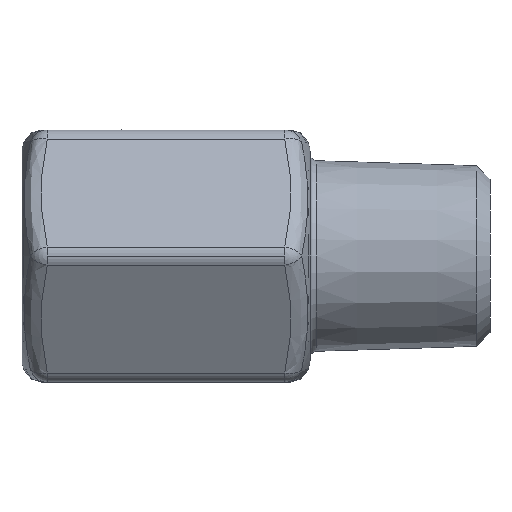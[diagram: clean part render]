
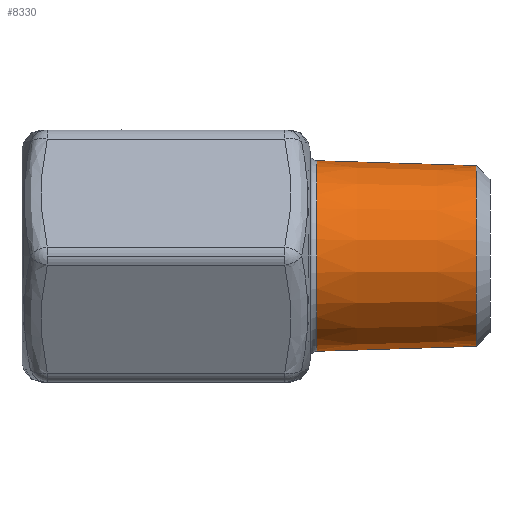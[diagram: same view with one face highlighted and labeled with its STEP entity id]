
A CAD part, front view. The second image highlights one B-rep face of the part: STEP entity #8330.
In plain terms, the highlighted conical face has half-angle 1.79 degrees and reference radius 5.016 mm.
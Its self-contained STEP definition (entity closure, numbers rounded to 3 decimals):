
#1052 = EDGE_CURVE ( 'NONE', #4999, #18580, #21914, .T. ) ;
#1215 = DIRECTION ( 'NONE',  ( -1., 0., 0. ) ) ;
#1435 = VECTOR ( 'NONE', #20879, 1000. ) ;
#2682 = CARTESIAN_POINT ( 'NONE',  ( 25.248, 0., 0. ) ) ;
#3055 = CARTESIAN_POINT ( 'NONE',  ( 16.388, 0., 0. ) ) ;
#4147 = AXIS2_PLACEMENT_3D ( 'NONE', #2682, #1215, #20714 ) ;
#4205 = ORIENTED_EDGE ( 'NONE', *, *, #1052, .T. ) ;
#4642 = CARTESIAN_POINT ( 'NONE',  ( 16.388, 0., -5.293 ) ) ;
#4999 = VERTEX_POINT ( 'NONE', #22600 ) ;
#5869 = DIRECTION ( 'NONE',  ( -1., 0., 0. ) ) ;
#6011 = CARTESIAN_POINT ( 'NONE',  ( 25.248, 0., 0. ) ) ;
#6064 = LINE ( 'NONE', #8456, #9615 ) ;
#7233 = VERTEX_POINT ( 'NONE', #21649 ) ;
#7657 = CARTESIAN_POINT ( 'NONE',  ( 25.248, 0., 5.016 ) ) ;
#8231 = ORIENTED_EDGE ( 'NONE', *, *, #11142, .T. ) ;
#8330 = ADVANCED_FACE ( 'NONE', ( #10469 ), #10738, .T. ) ;
#8373 = LINE ( 'NONE', #10139, #1435 ) ;
#8456 = CARTESIAN_POINT ( 'NONE',  ( 25.248, 0., 5.016 ) ) ;
#8982 = VERTEX_POINT ( 'NONE', #4642 ) ;
#9615 = VECTOR ( 'NONE', #20983, 1000. ) ;
#10139 = CARTESIAN_POINT ( 'NONE',  ( 25.248, 0., -5.016 ) ) ;
#10469 = FACE_OUTER_BOUND ( 'NONE', #11955, .T. ) ;
#10738 = CONICAL_SURFACE ( 'NONE', #4147, 5.016, 0.031 ) ;
#10854 = AXIS2_PLACEMENT_3D ( 'NONE', #6011, #5869, #18264 ) ;
#11142 = EDGE_CURVE ( 'NONE', #7233, #8982, #14757, .T. ) ;
#11955 = EDGE_LOOP ( 'NONE', ( #21339, #4205, #19528, #8231 ) ) ;
#12266 = EDGE_CURVE ( 'NONE', #4999, #8982, #8373, .T. ) ;
#14757 = CIRCLE ( 'NONE', #18954, 5.293 ) ;
#15392 = DIRECTION ( 'NONE',  ( 1., 0., 0. ) ) ;
#15471 = DIRECTION ( 'NONE',  ( 0., 0., 1. ) ) ;
#18264 = DIRECTION ( 'NONE',  ( 0., 0., 1. ) ) ;
#18580 = VERTEX_POINT ( 'NONE', #7657 ) ;
#18954 = AXIS2_PLACEMENT_3D ( 'NONE', #3055, #15392, #15471 ) ;
#19528 = ORIENTED_EDGE ( 'NONE', *, *, #22034, .T. ) ;
#20714 = DIRECTION ( 'NONE',  ( 0., 0., 1. ) ) ;
#20879 = DIRECTION ( 'NONE',  ( -1., 0., -0.031 ) ) ;
#20983 = DIRECTION ( 'NONE',  ( -1., 0., 0.031 ) ) ;
#21339 = ORIENTED_EDGE ( 'NONE', *, *, #12266, .F. ) ;
#21649 = CARTESIAN_POINT ( 'NONE',  ( 16.388, 0., 5.293 ) ) ;
#21914 = CIRCLE ( 'NONE', #10854, 5.016 ) ;
#22034 = EDGE_CURVE ( 'NONE', #18580, #7233, #6064, .T. ) ;
#22600 = CARTESIAN_POINT ( 'NONE',  ( 25.248, 0., -5.016 ) ) ;
